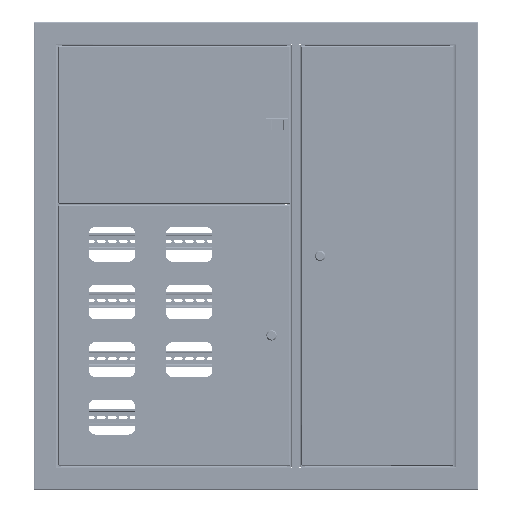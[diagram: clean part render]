
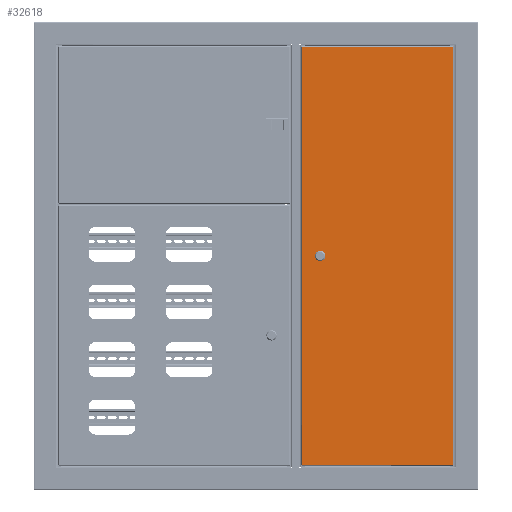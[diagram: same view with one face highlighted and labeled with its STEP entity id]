
A CAD part, top view. The second image highlights one B-rep face of the part: STEP entity #32618.
In plain terms, the highlighted planar face has unit normal (0, 0, 1).
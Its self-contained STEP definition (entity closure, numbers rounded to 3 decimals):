
#119 = EDGE_CURVE ( 'NONE', #67172, #14251, #67227, .T. ) ;
#1160 = VECTOR ( 'NONE', #55780, 1000. ) ;
#1234 = VECTOR ( 'NONE', #69010, 1000. ) ;
#1298 = VERTEX_POINT ( 'NONE', #64610 ) ;
#2995 = DIRECTION ( 'NONE',  ( 1., 0., 0. ) ) ;
#4050 = VECTOR ( 'NONE', #65965, 1000. ) ;
#4305 = CARTESIAN_POINT ( 'NONE',  ( 894.993, 324., 0. ) ) ;
#5309 = CARTESIAN_POINT ( 'NONE',  ( 448.2, 40., 0. ) ) ;
#5580 = ORIENTED_EDGE ( 'NONE', *, *, #41557, .T. ) ;
#8088 = ORIENTED_EDGE ( 'NONE', *, *, #119, .F. ) ;
#11489 = AXIS2_PLACEMENT_3D ( 'NONE', #42665, #65877, #60155 ) ;
#12343 = CARTESIAN_POINT ( 'NONE',  ( 894.7, 324., 0. ) ) ;
#14228 = LINE ( 'NONE', #32445, #48827 ) ;
#14251 = VERTEX_POINT ( 'NONE', #41394 ) ;
#14404 = ORIENTED_EDGE ( 'NONE', *, *, #31681, .F. ) ;
#15226 = DIRECTION ( 'NONE',  ( 0., 0., 1. ) ) ;
#16114 = DIRECTION ( 'NONE',  ( -1., 0., 0. ) ) ;
#16692 = EDGE_CURVE ( 'NONE', #1298, #63888, #21815, .T. ) ;
#16718 = EDGE_LOOP ( 'NONE', ( #5580, #25081, #66680, #48240 ) ) ;
#17002 = CARTESIAN_POINT ( 'NONE',  ( 444.551, 31.5, 0. ) ) ;
#19988 = EDGE_CURVE ( 'NONE', #74980, #31892, #37451, .T. ) ;
#20972 = FACE_OUTER_BOUND ( 'NONE', #16718, .T. ) ;
#21539 = ORIENTED_EDGE ( 'NONE', *, *, #50036, .F. ) ;
#21815 = LINE ( 'NONE', #68175, #42487 ) ;
#23583 = DIRECTION ( 'NONE',  ( 0., 0., 1. ) ) ;
#23770 = CARTESIAN_POINT ( 'NONE',  ( 1.7, 324.293, 0. ) ) ;
#25081 = ORIENTED_EDGE ( 'NONE', *, *, #19988, .T. ) ;
#26312 = DIRECTION ( 'NONE',  ( 0., 0., -1. ) ) ;
#29442 = LINE ( 'NONE', #23770, #1234 ) ;
#30915 = AXIS2_PLACEMENT_3D ( 'NONE', #38762, #15226, #2995 ) ;
#31681 = EDGE_CURVE ( 'NONE', #63888, #67172, #38001, .T. ) ;
#31892 = VERTEX_POINT ( 'NONE', #12343 ) ;
#32445 = CARTESIAN_POINT ( 'NONE',  ( 1.7, 1.7, 0. ) ) ;
#32618 = ADVANCED_FACE ( 'NONE', ( #38078, #20972 ), #61247, .F. ) ;
#33349 = CIRCLE ( 'NONE', #11489, 9.25 ) ;
#33390 = ORIENTED_EDGE ( 'NONE', *, *, #66715, .F. ) ;
#34562 = CIRCLE ( 'NONE', #30915, 9.25 ) ;
#34772 = ORIENTED_EDGE ( 'NONE', *, *, #16692, .F. ) ;
#37451 = LINE ( 'NONE', #42749, #4050 ) ;
#38001 = CIRCLE ( 'NONE', #40428, 9.25 ) ;
#38078 = FACE_BOUND ( 'NONE', #59113, .T. ) ;
#38287 = CARTESIAN_POINT ( 'NONE',  ( 1.7, 324., 0. ) ) ;
#38762 = CARTESIAN_POINT ( 'NONE',  ( 448.2, 40., 0. ) ) ;
#38829 = DIRECTION ( 'NONE',  ( -1., 0., 0. ) ) ;
#40428 = AXIS2_PLACEMENT_3D ( 'NONE', #5309, #23583, #45987 ) ;
#41394 = CARTESIAN_POINT ( 'NONE',  ( 451.849, 31.5, 0. ) ) ;
#41557 = EDGE_CURVE ( 'NONE', #44800, #74980, #14228, .T. ) ;
#42487 = VECTOR ( 'NONE', #16114, 1000. ) ;
#42665 = CARTESIAN_POINT ( 'NONE',  ( 448.2, 40., 0. ) ) ;
#42749 = CARTESIAN_POINT ( 'NONE',  ( 894.7, 0., 0. ) ) ;
#44800 = VERTEX_POINT ( 'NONE', #48481 ) ;
#45987 = DIRECTION ( 'NONE',  ( 1., 0., 0. ) ) ;
#46148 = CARTESIAN_POINT ( 'NONE',  ( 894.7, 1.7, 0. ) ) ;
#47223 = CARTESIAN_POINT ( 'NONE',  ( 444.551, 48.5, 0. ) ) ;
#48240 = ORIENTED_EDGE ( 'NONE', *, *, #61453, .T. ) ;
#48481 = CARTESIAN_POINT ( 'NONE',  ( 1.7, 1.7, 0. ) ) ;
#48827 = VECTOR ( 'NONE', #60940, 1000. ) ;
#48898 = VERTEX_POINT ( 'NONE', #38287 ) ;
#49326 = CARTESIAN_POINT ( 'NONE',  ( 457.45, 40., 0. ) ) ;
#50036 = EDGE_CURVE ( 'NONE', #14251, #74833, #34562, .T. ) ;
#50603 = CARTESIAN_POINT ( 'NONE',  ( 0., 325.7, 0. ) ) ;
#55626 = LINE ( 'NONE', #4305, #69497 ) ;
#55780 = DIRECTION ( 'NONE',  ( 1., 0., 0. ) ) ;
#59113 = EDGE_LOOP ( 'NONE', ( #34772, #33390, #21539, #8088, #14404 ) ) ;
#60155 = DIRECTION ( 'NONE',  ( 1., 0., 0. ) ) ;
#60940 = DIRECTION ( 'NONE',  ( 1., 0., 0. ) ) ;
#61121 = CARTESIAN_POINT ( 'NONE',  ( 451.849, 31.5, 0. ) ) ;
#61142 = AXIS2_PLACEMENT_3D ( 'NONE', #50603, #26312, #38829 ) ;
#61247 = PLANE ( 'NONE',  #61142 ) ;
#61453 = EDGE_CURVE ( 'NONE', #48898, #44800, #29442, .T. ) ;
#62846 = EDGE_CURVE ( 'NONE', #31892, #48898, #55626, .T. ) ;
#63888 = VERTEX_POINT ( 'NONE', #47223 ) ;
#64610 = CARTESIAN_POINT ( 'NONE',  ( 451.849, 48.5, 0. ) ) ;
#65877 = DIRECTION ( 'NONE',  ( 0., 0., 1. ) ) ;
#65965 = DIRECTION ( 'NONE',  ( 0., 1., 0. ) ) ;
#66680 = ORIENTED_EDGE ( 'NONE', *, *, #62846, .T. ) ;
#66715 = EDGE_CURVE ( 'NONE', #74833, #1298, #33349, .T. ) ;
#67172 = VERTEX_POINT ( 'NONE', #17002 ) ;
#67227 = LINE ( 'NONE', #61121, #1160 ) ;
#68175 = CARTESIAN_POINT ( 'NONE',  ( 451.849, 48.5, 0. ) ) ;
#68194 = DIRECTION ( 'NONE',  ( -1., 0., 0. ) ) ;
#69010 = DIRECTION ( 'NONE',  ( 0., -1., 0. ) ) ;
#69497 = VECTOR ( 'NONE', #68194, 1000. ) ;
#74833 = VERTEX_POINT ( 'NONE', #49326 ) ;
#74980 = VERTEX_POINT ( 'NONE', #46148 ) ;
